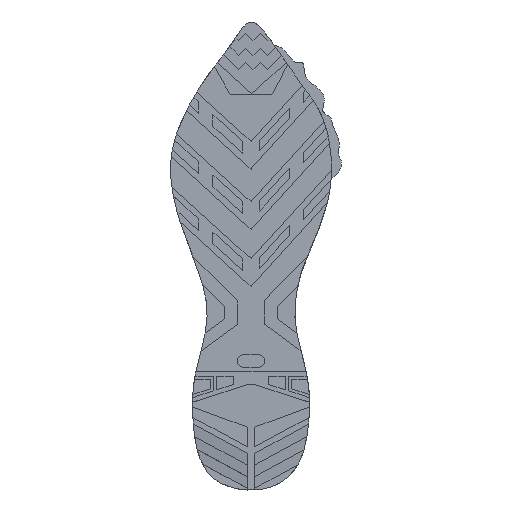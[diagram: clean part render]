
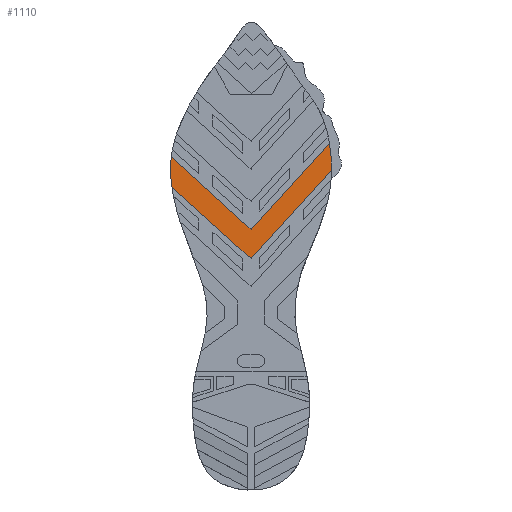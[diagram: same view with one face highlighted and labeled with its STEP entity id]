
A CAD part, top view. The second image highlights one B-rep face of the part: STEP entity #1110.
In plain terms, the highlighted face is planar.
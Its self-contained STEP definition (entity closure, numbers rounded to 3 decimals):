
#77 = EDGE_CURVE ( 'NONE', #3946, #4763, #1906, .T. ) ;
#136 = CARTESIAN_POINT ( 'NONE',  ( -18.986, 3., -20.88 ) ) ;
#155 = EDGE_CURVE ( 'NONE', #4763, #3987, #1426, .T. ) ;
#211 = ORIENTED_EDGE ( 'NONE', *, *, #5262, .F. ) ;
#234 = EDGE_CURVE ( 'NONE', #244, #3987, #3716, .T. ) ;
#244 = VERTEX_POINT ( 'NONE', #4115 ) ;
#269 = CARTESIAN_POINT ( 'NONE',  ( 54.551, 3., -107.835 ) ) ;
#307 = CARTESIAN_POINT ( 'NONE',  ( 55.059, 3., -95.959 ) ) ;
#663 = CARTESIAN_POINT ( 'NONE',  ( -54.991, 3., -98.622 ) ) ;
#698 = ORIENTED_EDGE ( 'NONE', *, *, #77, .T. ) ;
#714 = CARTESIAN_POINT ( 'NONE',  ( -54.991, 3., -98.622 ) ) ;
#715 = VECTOR ( 'NONE', #1594, 1000. ) ;
#810 = CARTESIAN_POINT ( 'NONE',  ( 55.105, 3., -102.894 ) ) ;
#919 = VERTEX_POINT ( 'NONE', #4805 ) ;
#1110 = ADVANCED_FACE ( 'NONE', ( #5544 ), #6042, .T. ) ;
#1426 = LINE ( 'NONE', #4018, #2891 ) ;
#1594 = DIRECTION ( 'NONE',  ( -0.74, 0., 0.673 ) ) ;
#1744 = EDGE_LOOP ( 'NONE', ( #211, #3651, #698, #3622, #6190, #5743 ) ) ;
#1822 = CARTESIAN_POINT ( 'NONE',  ( 54.589, 3., -107.512 ) ) ;
#1854 = CARTESIAN_POINT ( 'NONE',  ( 54.401, 3., -89.592 ) ) ;
#1861 = CARTESIAN_POINT ( 'NONE',  ( -55.013, 3., -100.256 ) ) ;
#1888 = EDGE_CURVE ( 'NONE', #3946, #919, #4775, .T. ) ;
#1906 = B_SPLINE_CURVE_WITH_KNOTS ( 'NONE', 3,
 ( #714, #1861, #4290, #5860, #2324 ),
 .UNSPECIFIED., .F., .F.,
 ( 4, 1, 4 ),
 ( 0.838, 0.843, 0.855 ),
 .UNSPECIFIED. ) ;
#2091 = AXIS2_PLACEMENT_3D ( 'NONE', #2547, #6110, #3528 ) ;
#2148 = CARTESIAN_POINT ( 'NONE',  ( 18.986, 3., -17.263 ) ) ;
#2270 = CARTESIAN_POINT ( 'NONE',  ( 0., 3., -58.234 ) ) ;
#2324 = CARTESIAN_POINT ( 'NONE',  ( -53.596, 3., -117.179 ) ) ;
#2547 = CARTESIAN_POINT ( 'NONE',  ( 0., 3., 0. ) ) ;
#2596 = CARTESIAN_POINT ( 'NONE',  ( 54.096, 3., -87.331 ) ) ;
#2891 = VECTOR ( 'NONE', #5063, 1000. ) ;
#3437 = VERTEX_POINT ( 'NONE', #2596 ) ;
#3528 = DIRECTION ( 'NONE',  ( 0., 0., -1. ) ) ;
#3622 = ORIENTED_EDGE ( 'NONE', *, *, #155, .T. ) ;
#3651 = ORIENTED_EDGE ( 'NONE', *, *, #1888, .F. ) ;
#3716 = LINE ( 'NONE', #6159, #715 ) ;
#3909 = CARTESIAN_POINT ( 'NONE',  ( 54.096, 3., -87.331 ) ) ;
#3946 = VERTEX_POINT ( 'NONE', #663 ) ;
#3987 = VERTEX_POINT ( 'NONE', #2270 ) ;
#4018 = CARTESIAN_POINT ( 'NONE',  ( 28.986, 3., -26.356 ) ) ;
#4115 = CARTESIAN_POINT ( 'NONE',  ( 54.551, 3., -107.835 ) ) ;
#4189 = LINE ( 'NONE', #136, #4903 ) ;
#4290 = CARTESIAN_POINT ( 'NONE',  ( -54.95, 3., -106.378 ) ) ;
#4509 = B_SPLINE_CURVE_WITH_KNOTS ( 'NONE', 3,
 ( #269, #1822, #810, #307, #1854, #3909 ),
 .UNSPECIFIED., .F., .F.,
 ( 4, 1, 1, 4 ),
 ( 0.151, 0.152, 0.167, 0.175 ),
 .UNSPECIFIED. ) ;
#4763 = VERTEX_POINT ( 'NONE', #5326 ) ;
#4775 = LINE ( 'NONE', #2148, #5884 ) ;
#4805 = CARTESIAN_POINT ( 'NONE',  ( 0., 3., -38.144 ) ) ;
#4903 = VECTOR ( 'NONE', #6231, 1000. ) ;
#5063 = DIRECTION ( 'NONE',  ( 0.673, 0., 0.74 ) ) ;
#5262 = EDGE_CURVE ( 'NONE', #919, #3437, #4189, .T. ) ;
#5326 = CARTESIAN_POINT ( 'NONE',  ( -53.596, 3., -117.179 ) ) ;
#5423 = EDGE_CURVE ( 'NONE', #244, #3437, #4509, .T. ) ;
#5544 = FACE_OUTER_BOUND ( 'NONE', #1744, .T. ) ;
#5743 = ORIENTED_EDGE ( 'NONE', *, *, #5423, .T. ) ;
#5810 = DIRECTION ( 'NONE',  ( 0.673, 0., 0.74 ) ) ;
#5860 = CARTESIAN_POINT ( 'NONE',  ( -54.34, 3., -112.681 ) ) ;
#5884 = VECTOR ( 'NONE', #5810, 1000. ) ;
#6042 = PLANE ( 'NONE',  #2091 ) ;
#6110 = DIRECTION ( 'NONE',  ( 0., -1., 0. ) ) ;
#6159 = CARTESIAN_POINT ( 'NONE',  ( -28.986, 3., -31.879 ) ) ;
#6190 = ORIENTED_EDGE ( 'NONE', *, *, #234, .F. ) ;
#6231 = DIRECTION ( 'NONE',  ( 0.74, 0., -0.673 ) ) ;
